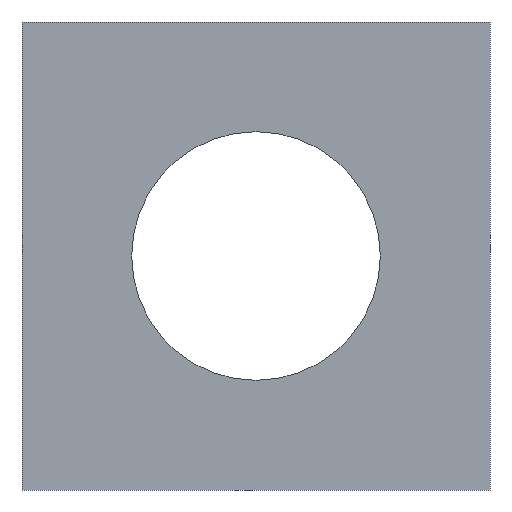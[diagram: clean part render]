
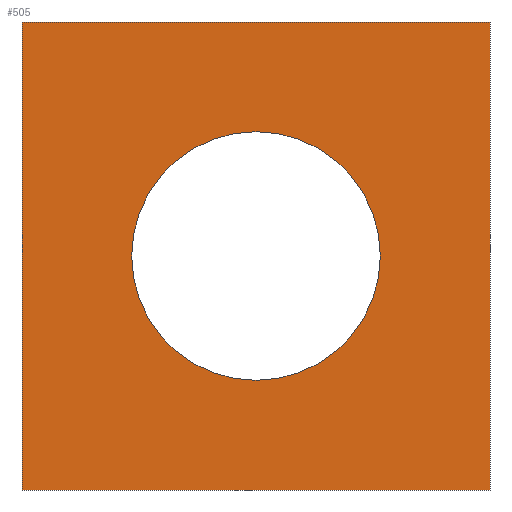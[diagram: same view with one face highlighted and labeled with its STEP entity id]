
A CAD part, front view. The second image highlights one B-rep face of the part: STEP entity #505.
In plain terms, the highlighted planar face has unit normal (0, -1, 0).
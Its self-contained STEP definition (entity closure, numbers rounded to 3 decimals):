
#329=DIRECTION('',(0.,0.,1.));
#330=VECTOR('',#329,16.);
#331=CARTESIAN_POINT('',(-8.,0.,-8.));
#332=LINE('',#331,#330);
#337=DIRECTION('',(1.,0.,0.));
#338=VECTOR('',#337,16.);
#339=CARTESIAN_POINT('',(-8.,0.,8.));
#340=LINE('',#339,#338);
#344=DIRECTION('',(0.,0.,-1.));
#345=VECTOR('',#344,16.);
#346=CARTESIAN_POINT('',(8.,0.,8.));
#347=LINE('',#346,#345);
#351=DIRECTION('',(-1.,0.,0.));
#352=VECTOR('',#351,16.);
#353=CARTESIAN_POINT('',(8.,0.,-8.));
#354=LINE('',#353,#352);
#358=CARTESIAN_POINT('',(0.,0.,0.));
#359=DIRECTION('',(0.,1.,0.));
#360=DIRECTION('',(1.,0.,0.));
#361=AXIS2_PLACEMENT_3D('',#358,#359,#360);
#366=CARTESIAN_POINT('',(0.,0.,0.));
#367=DIRECTION('',(0.,1.,0.));
#368=DIRECTION('',(-1.,0.,0.));
#369=AXIS2_PLACEMENT_3D('',#366,#367,#368);
#460=CARTESIAN_POINT('',(-8.,0.,-8.));
#461=CARTESIAN_POINT('',(-8.,0.,8.));
#462=VERTEX_POINT('',#460);
#463=VERTEX_POINT('',#461);
#464=CARTESIAN_POINT('',(8.,0.,8.));
#465=VERTEX_POINT('',#464);
#466=CARTESIAN_POINT('',(8.,0.,-8.));
#467=VERTEX_POINT('',#466);
#476=CARTESIAN_POINT('',(4.25,0.,0.));
#477=CARTESIAN_POINT('',(-4.25,0.,0.));
#478=VERTEX_POINT('',#476);
#479=VERTEX_POINT('',#477);
#484=CARTESIAN_POINT('',(0.,0.,0.));
#485=DIRECTION('',(0.,1.,0.));
#486=DIRECTION('',(1.,0.,0.));
#487=AXIS2_PLACEMENT_3D('',#484,#485,#486);
#488=PLANE('',#487);
#490=ORIENTED_EDGE('',*,*,#489,.T.);
#492=ORIENTED_EDGE('',*,*,#491,.T.);
#494=ORIENTED_EDGE('',*,*,#493,.T.);
#496=ORIENTED_EDGE('',*,*,#495,.T.);
#497=EDGE_LOOP('',(#490,#492,#494,#496));
#498=FACE_OUTER_BOUND('',#497,.F.);
#500=ORIENTED_EDGE('',*,*,#499,.F.);
#502=ORIENTED_EDGE('',*,*,#501,.F.);
#503=EDGE_LOOP('',(#500,#502));
#504=FACE_BOUND('',#503,.F.);
#362=CIRCLE('',#361,4.25);
#370=CIRCLE('',#369,4.25);
#489=EDGE_CURVE('',#462,#463,#332,.T.);
#491=EDGE_CURVE('',#463,#465,#340,.T.);
#493=EDGE_CURVE('',#465,#467,#347,.T.);
#495=EDGE_CURVE('',#467,#462,#354,.T.);
#499=EDGE_CURVE('',#478,#479,#362,.T.);
#501=EDGE_CURVE('',#479,#478,#370,.T.);
#505=ADVANCED_FACE('',(#498,#504),#488,.F.);
